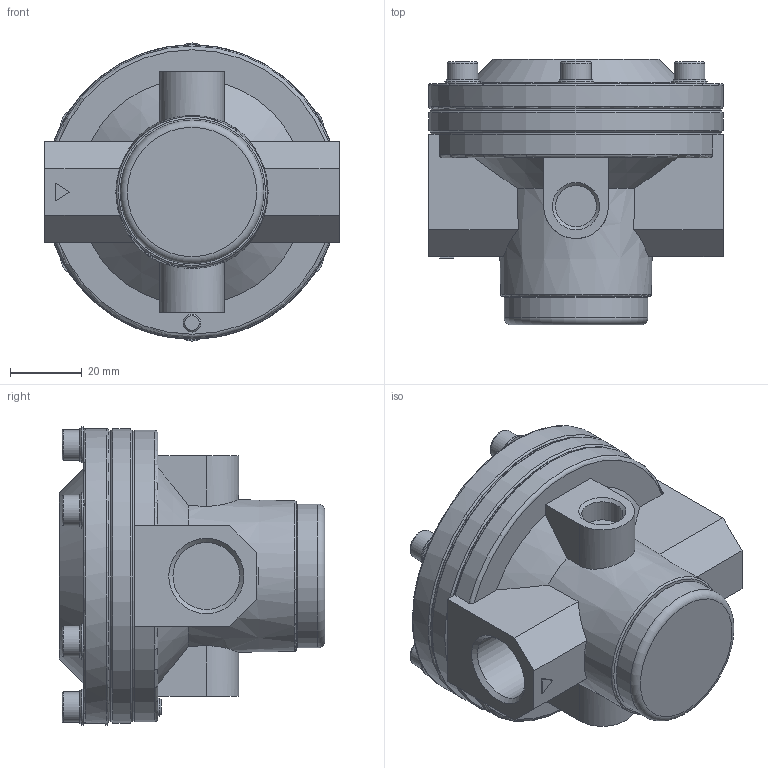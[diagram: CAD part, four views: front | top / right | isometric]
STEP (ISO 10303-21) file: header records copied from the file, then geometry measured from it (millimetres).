
FILE_DESCRIPTION( ( 'STEP AP214' ), ' ' );
FILE_NAME( '9.1533.00.100.0V.stp', '2017-01-20T15:41:13', ( '' ), ( '' ), ' ', 'PARTsolutions', ' ' );
FILE_SCHEMA( ( 'AUTOMOTIVE_DESIGN { 1 0 10303 214 1 1 1 1 }' ) );
Length unit declared in the file: millimetre
Products named in the file (2): 9.1533.00.100.0V; _637.301(00)-1
Assembly tree (1 placements, depth 2):
  9.1533.00.100.0V
    _637.301(00)-1
Bounding box: 82 x 74 x 83 mm (x, y, z)
Volume: 222958.8 mm3; surface area: 28834.8 mm2
Topology: 1 solids, 1 shells, 170 faces, 394 edges, 252 vertices
Faces by surface type: plane 106, cylinder 27, cone 23, torus 14
Full cylindrical faces by diameter (mm): 5 x1, 8.5 x6, 10 x6, 11.445 x2, 18.631 x2, 40 x1, 80.7 x2, 82 x2
Entity records: 5959 total; most frequent: CARTESIAN_POINT 949, DIRECTION 763, ORIENTED_EDGE 652, EDGE_CURVE 326, AXIS2_PLACEMENT_3D 290, EDGE_LOOP 248, VERTEX_POINT 236, FACE_OUTER_BOUND 204
